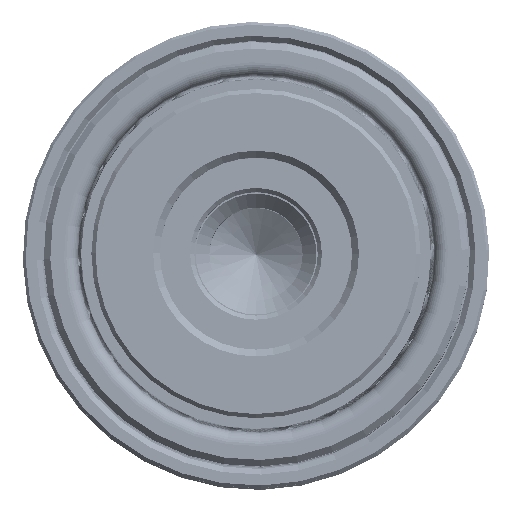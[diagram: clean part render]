
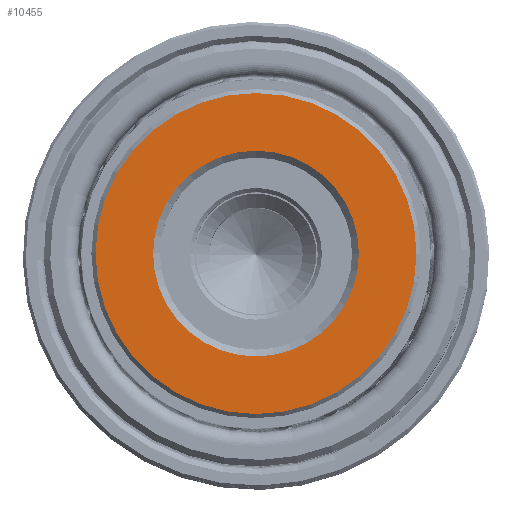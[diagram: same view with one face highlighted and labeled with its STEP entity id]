
A CAD part, top view. The second image highlights one B-rep face of the part: STEP entity #10455.
In plain terms, the highlighted face is planar.
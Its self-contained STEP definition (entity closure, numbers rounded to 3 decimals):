
#1312 = ORIENTED_EDGE ( 'NONE', *, *, #13694, .T. ) ;
#3263 = AXIS2_PLACEMENT_3D ( 'NONE', #28572, #5697, #26392 ) ;
#3392 = EDGE_CURVE ( 'NONE', #18051, #30100, #15484, .T. ) ;
#4194 = VERTEX_POINT ( 'NONE', #35854 ) ;
#4223 = VERTEX_POINT ( 'NONE', #6438 ) ;
#5697 = DIRECTION ( 'NONE',  ( 0., 0., 1. ) ) ;
#6438 = CARTESIAN_POINT ( 'NONE',  ( 7.5, 0., 0. ) ) ;
#6779 = ORIENTED_EDGE ( 'NONE', *, *, #8605, .T. ) ;
#7126 = CARTESIAN_POINT ( 'NONE',  ( 0., 0., 0. ) ) ;
#8075 = FACE_OUTER_BOUND ( 'NONE', #13538, .T. ) ;
#8605 = EDGE_CURVE ( 'NONE', #4223, #4194, #20626, .T. ) ;
#9263 = CARTESIAN_POINT ( 'NONE',  ( 0., 0., 0. ) ) ;
#9561 = AXIS2_PLACEMENT_3D ( 'NONE', #30344, #12737, #33318 ) ;
#10116 = DIRECTION ( 'NONE',  ( 1., 0., 0. ) ) ;
#10133 = DIRECTION ( 'NONE',  ( 0., 0., 1. ) ) ;
#10455 = ADVANCED_FACE ( 'NONE', ( #8075, #23793 ), #11462, .F. ) ;
#11462 = PLANE ( 'NONE',  #3263 ) ;
#12247 = DIRECTION ( 'NONE',  ( 1., 0., 0. ) ) ;
#12737 = DIRECTION ( 'NONE',  ( 0., 0., 1. ) ) ;
#13538 = EDGE_LOOP ( 'NONE', ( #23655, #27774 ) ) ;
#13694 = EDGE_CURVE ( 'NONE', #4194, #4223, #27844, .T. ) ;
#15484 = CIRCLE ( 'NONE', #36702, 11.7 ) ;
#17330 = CARTESIAN_POINT ( 'NONE',  ( -11.7, 0., 0. ) ) ;
#18051 = VERTEX_POINT ( 'NONE', #17330 ) ;
#20626 = CIRCLE ( 'NONE', #32186, 7.5 ) ;
#21710 = CARTESIAN_POINT ( 'NONE',  ( 11.7, 0., 0. ) ) ;
#23655 = ORIENTED_EDGE ( 'NONE', *, *, #28128, .T. ) ;
#23793 = FACE_BOUND ( 'NONE', #28842, .T. ) ;
#25661 = CIRCLE ( 'NONE', #34973, 11.7 ) ;
#26392 = DIRECTION ( 'NONE',  ( 1., 0., 0. ) ) ;
#27774 = ORIENTED_EDGE ( 'NONE', *, *, #3392, .T. ) ;
#27780 = DIRECTION ( 'NONE',  ( 0., 0., -1. ) ) ;
#27799 = CARTESIAN_POINT ( 'NONE',  ( 0., 0., 0. ) ) ;
#27844 = CIRCLE ( 'NONE', #9561, 7.5 ) ;
#28128 = EDGE_CURVE ( 'NONE', #30100, #18051, #25661, .T. ) ;
#28572 = CARTESIAN_POINT ( 'NONE',  ( 0., 0., 0. ) ) ;
#28842 = EDGE_LOOP ( 'NONE', ( #1312, #6779 ) ) ;
#29869 = DIRECTION ( 'NONE',  ( 0., 0., -1. ) ) ;
#30100 = VERTEX_POINT ( 'NONE', #21710 ) ;
#30344 = CARTESIAN_POINT ( 'NONE',  ( 0., 0., 0. ) ) ;
#30737 = DIRECTION ( 'NONE',  ( 1., 0., 0. ) ) ;
#32186 = AXIS2_PLACEMENT_3D ( 'NONE', #27799, #10133, #30737 ) ;
#33318 = DIRECTION ( 'NONE',  ( 1., 0., 0. ) ) ;
#34973 = AXIS2_PLACEMENT_3D ( 'NONE', #7126, #27780, #10116 ) ;
#35854 = CARTESIAN_POINT ( 'NONE',  ( -7.5, 0., 0. ) ) ;
#36702 = AXIS2_PLACEMENT_3D ( 'NONE', #9263, #29869, #12247 ) ;
